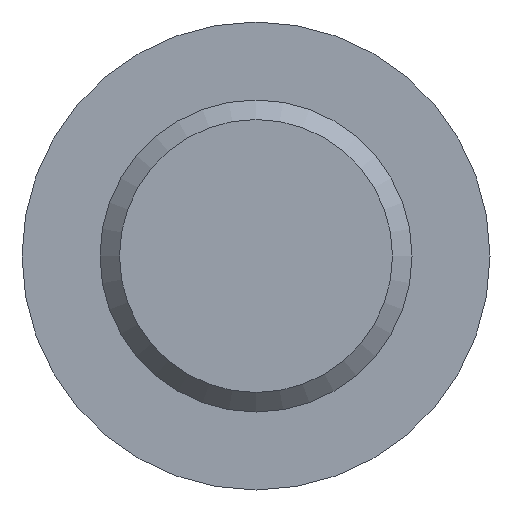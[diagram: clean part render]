
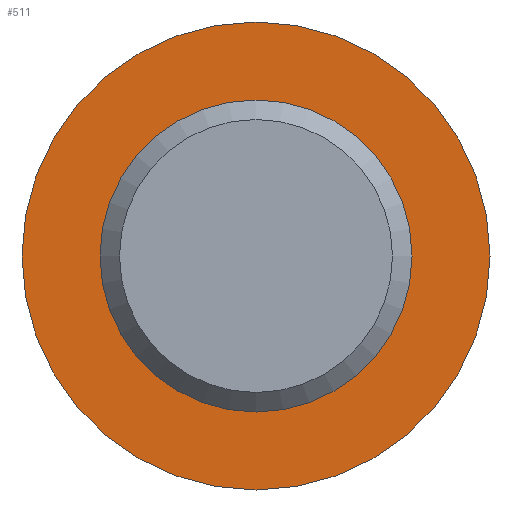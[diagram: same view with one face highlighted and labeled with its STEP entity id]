
A CAD part, front view. The second image highlights one B-rep face of the part: STEP entity #511.
In plain terms, the highlighted planar face has unit normal (0, -1, 0).
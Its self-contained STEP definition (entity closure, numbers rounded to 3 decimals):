
#25 = EDGE_LOOP ( 'NONE', ( #362 ) ) ;
#41 = CIRCLE ( 'NONE', #80, 12. ) ;
#54 = VERTEX_POINT ( 'NONE', #505 ) ;
#76 = CARTESIAN_POINT ( 'NONE',  ( 0., 100., 0. ) ) ;
#80 = AXIS2_PLACEMENT_3D ( 'NONE', #81, #531, #206 ) ;
#81 = CARTESIAN_POINT ( 'NONE',  ( 0., 100., 0. ) ) ;
#123 = DIRECTION ( 'NONE',  ( 0., 0., -1. ) ) ;
#158 = CIRCLE ( 'NONE', #229, 8. ) ;
#172 = CARTESIAN_POINT ( 'NONE',  ( 0., 100., -8. ) ) ;
#206 = DIRECTION ( 'NONE',  ( 0., 0., -1. ) ) ;
#214 = PLANE ( 'NONE',  #491 ) ;
#229 = AXIS2_PLACEMENT_3D ( 'NONE', #76, #338, #123 ) ;
#253 = VERTEX_POINT ( 'NONE', #172 ) ;
#256 = CARTESIAN_POINT ( 'NONE',  ( -8., 100., 0. ) ) ;
#294 = FACE_BOUND ( 'NONE', #484, .T. ) ;
#316 = EDGE_CURVE ( 'NONE', #54, #54, #41, .T. ) ;
#338 = DIRECTION ( 'NONE',  ( 0., -1., 0. ) ) ;
#341 = EDGE_CURVE ( 'NONE', #253, #253, #158, .T. ) ;
#356 = ORIENTED_EDGE ( 'NONE', *, *, #341, .F. ) ;
#362 = ORIENTED_EDGE ( 'NONE', *, *, #316, .T. ) ;
#380 = FACE_OUTER_BOUND ( 'NONE', #25, .T. ) ;
#382 = DIRECTION ( 'NONE',  ( 0., 1., 0. ) ) ;
#484 = EDGE_LOOP ( 'NONE', ( #356 ) ) ;
#491 = AXIS2_PLACEMENT_3D ( 'NONE', #256, #382, #502 ) ;
#502 = DIRECTION ( 'NONE',  ( 0., 0., 1. ) ) ;
#505 = CARTESIAN_POINT ( 'NONE',  ( 0., 100., -12. ) ) ;
#511 = ADVANCED_FACE ( 'NONE', ( #294, #380 ), #214, .F. ) ;
#531 = DIRECTION ( 'NONE',  ( 0., -1., 0. ) ) ;
